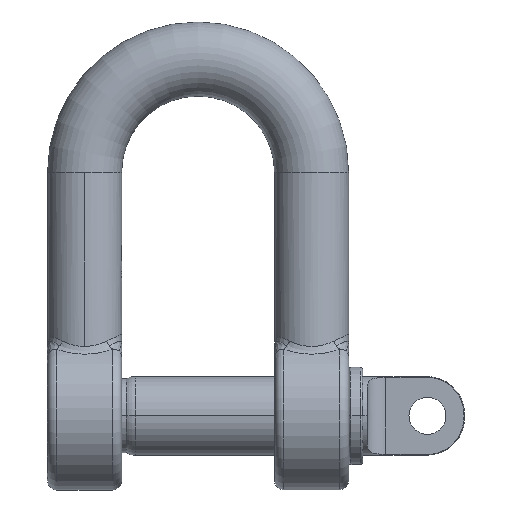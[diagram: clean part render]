
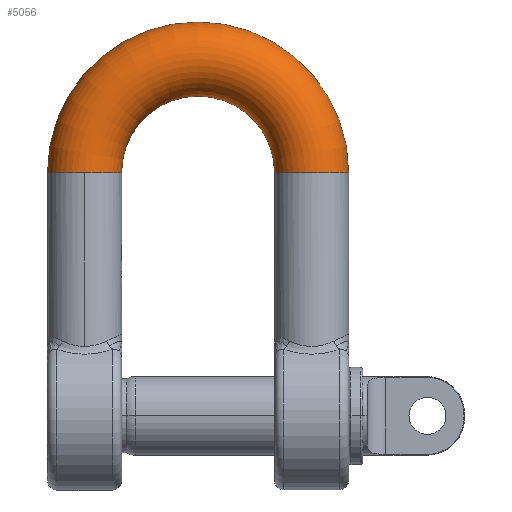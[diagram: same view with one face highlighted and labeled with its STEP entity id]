
A CAD part, top view. The second image highlights one B-rep face of the part: STEP entity #5056.
In plain terms, the highlighted toroidal (fillet/blend) face has major radius 12.25 mm and minor radius 4 mm.
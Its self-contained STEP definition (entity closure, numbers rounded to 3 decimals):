
#740 = VERTEX_POINT ( 'NONE', #5438 ) ;
#935 = CIRCLE ( 'NONE', #6696, 4. ) ;
#1267 = CARTESIAN_POINT ( 'NONE',  ( 0., 34.25, 0. ) ) ;
#1276 = EDGE_LOOP ( 'NONE', ( #14096, #6263, #4558, #4168, #10231 ) ) ;
#1496 = VERTEX_POINT ( 'NONE', #2079 ) ;
#1821 = DIRECTION ( 'NONE',  ( 0., -1., 0. ) ) ;
#1897 = DIRECTION ( 'NONE',  ( 0., 0., -1. ) ) ;
#2079 = CARTESIAN_POINT ( 'NONE',  ( -12.25, 34.25, 4. ) ) ;
#2369 = DIRECTION ( 'NONE',  ( 0., 1., 0. ) ) ;
#2520 = CARTESIAN_POINT ( 'NONE',  ( 16.25, 34.25, 0. ) ) ;
#3025 = DIRECTION ( 'NONE',  ( -1., 0., 0. ) ) ;
#3845 = CARTESIAN_POINT ( 'NONE',  ( -16.25, 34.25, 0. ) ) ;
#4004 = DIRECTION ( 'NONE',  ( 0., 0., 1. ) ) ;
#4131 = CARTESIAN_POINT ( 'NONE',  ( 0., 34.25, 0. ) ) ;
#4143 = EDGE_CURVE ( 'NONE', #1496, #740, #9761, .T. ) ;
#4168 = ORIENTED_EDGE ( 'NONE', *, *, #13941, .T. ) ;
#4191 = CIRCLE ( 'NONE', #9945, 4. ) ;
#4303 = EDGE_CURVE ( 'NONE', #6025, #1496, #935, .T. ) ;
#4558 = ORIENTED_EDGE ( 'NONE', *, *, #4143, .T. ) ;
#4691 = CARTESIAN_POINT ( 'NONE',  ( -12.25, 34.25, 0. ) ) ;
#5056 = ADVANCED_FACE ( 'NONE', ( #11655 ), #10441, .T. ) ;
#5233 = AXIS2_PLACEMENT_3D ( 'NONE', #4691, #2369, #5649 ) ;
#5375 = AXIS2_PLACEMENT_3D ( 'NONE', #12723, #7105, #8225 ) ;
#5438 = CARTESIAN_POINT ( 'NONE',  ( -8.25, 34.25, 0. ) ) ;
#5649 = DIRECTION ( 'NONE',  ( 0., 0., 1. ) ) ;
#5855 = CIRCLE ( 'NONE', #5375, 16.25 ) ;
#6025 = VERTEX_POINT ( 'NONE', #3845 ) ;
#6147 = EDGE_CURVE ( 'NONE', #14033, #11567, #4191, .T. ) ;
#6263 = ORIENTED_EDGE ( 'NONE', *, *, #4303, .T. ) ;
#6696 = AXIS2_PLACEMENT_3D ( 'NONE', #13855, #8261, #4004 ) ;
#7105 = DIRECTION ( 'NONE',  ( 0., 0., -1. ) ) ;
#7438 = DIRECTION ( 'NONE',  ( 0., 0., 1. ) ) ;
#7589 = CARTESIAN_POINT ( 'NONE',  ( 12.25, 34.25, 0. ) ) ;
#7996 = DIRECTION ( 'NONE',  ( 0., 0., -1. ) ) ;
#8225 = DIRECTION ( 'NONE',  ( -1., 0., 0. ) ) ;
#8261 = DIRECTION ( 'NONE',  ( 0., 1., 0. ) ) ;
#9405 = AXIS2_PLACEMENT_3D ( 'NONE', #1267, #7996, #12334 ) ;
#9761 = CIRCLE ( 'NONE', #5233, 4. ) ;
#9945 = AXIS2_PLACEMENT_3D ( 'NONE', #7589, #1821, #7438 ) ;
#10231 = ORIENTED_EDGE ( 'NONE', *, *, #6147, .F. ) ;
#10441 = TOROIDAL_SURFACE ( 'NONE', #9405, 12.25, 4. ) ;
#10534 = CIRCLE ( 'NONE', #10608, 8.25 ) ;
#10608 = AXIS2_PLACEMENT_3D ( 'NONE', #4131, #1897, #3025 ) ;
#11567 = VERTEX_POINT ( 'NONE', #12009 ) ;
#11655 = FACE_OUTER_BOUND ( 'NONE', #1276, .T. ) ;
#12009 = CARTESIAN_POINT ( 'NONE',  ( 8.25, 34.25, 0. ) ) ;
#12334 = DIRECTION ( 'NONE',  ( -1., 0., 0. ) ) ;
#12723 = CARTESIAN_POINT ( 'NONE',  ( 0., 34.25, 0. ) ) ;
#13005 = EDGE_CURVE ( 'NONE', #6025, #14033, #5855, .T. ) ;
#13855 = CARTESIAN_POINT ( 'NONE',  ( -12.25, 34.25, 0. ) ) ;
#13941 = EDGE_CURVE ( 'NONE', #740, #11567, #10534, .T. ) ;
#14033 = VERTEX_POINT ( 'NONE', #2520 ) ;
#14096 = ORIENTED_EDGE ( 'NONE', *, *, #13005, .F. ) ;
